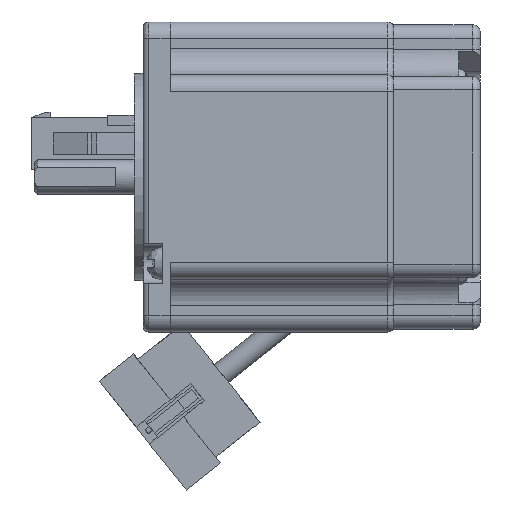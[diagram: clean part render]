
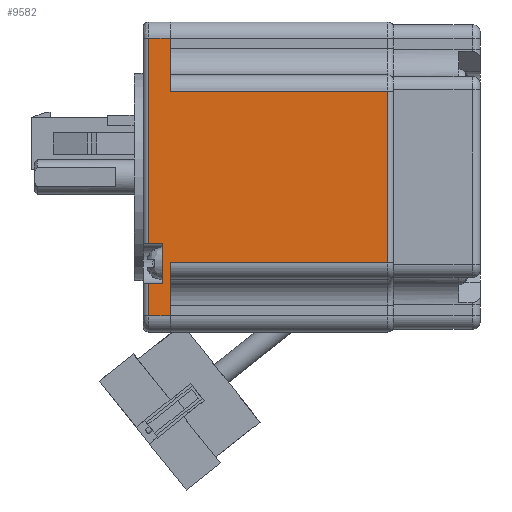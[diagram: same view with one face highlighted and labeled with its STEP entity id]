
A CAD part, front view. The second image highlights one B-rep face of the part: STEP entity #9582.
In plain terms, the highlighted face is planar.
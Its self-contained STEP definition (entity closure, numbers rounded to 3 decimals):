
#42 = CARTESIAN_POINT ( 'NONE',  ( 20.711, -21.243, 46. ) ) ;
#417 = PLANE ( 'NONE',  #20942 ) ;
#565 = VERTEX_POINT ( 'NONE', #2046 ) ;
#599 = VECTOR ( 'NONE', #4492, 1000. ) ;
#655 = LINE ( 'NONE', #21965, #599 ) ;
#816 = CARTESIAN_POINT ( 'NONE',  ( 11.811, -21.243, 0. ) ) ;
#1507 = CARTESIAN_POINT ( 'NONE',  ( 11.811, -21.243, 46. ) ) ;
#1833 = VERTEX_POINT ( 'NONE', #21409 ) ;
#1856 = LINE ( 'NONE', #17289, #12933 ) ;
#2046 = CARTESIAN_POINT ( 'NONE',  ( -23.559, -21.243, 2. ) ) ;
#2323 = EDGE_CURVE ( 'NONE', #12647, #5418, #4637, .T. ) ;
#2530 = DIRECTION ( 'NONE',  ( 0., 1., 0. ) ) ;
#2599 = VECTOR ( 'NONE', #2822, 1000. ) ;
#2655 = VECTOR ( 'NONE', #24394, 1000. ) ;
#2704 = LINE ( 'NONE', #8790, #2655 ) ;
#2753 = EDGE_CURVE ( 'NONE', #23452, #17732, #2704, .T. ) ;
#2822 = DIRECTION ( 'NONE',  ( 0., 0., 1. ) ) ;
#3218 = EDGE_CURVE ( 'NONE', #8536, #16113, #655, .T. ) ;
#3403 = ORIENTED_EDGE ( 'NONE', *, *, #5493, .T. ) ;
#3427 = EDGE_CURVE ( 'NONE', #565, #23452, #24904, .T. ) ;
#3571 = EDGE_CURVE ( 'NONE', #1833, #5418, #24212, .T. ) ;
#3692 = EDGE_CURVE ( 'NONE', #23756, #11164, #23984, .T. ) ;
#3937 = EDGE_LOOP ( 'NONE', ( #21043, #8809, #18492, #7862, #19980, #25232, #21579, #14497, #11125, #7277, #3403, #22268 ) ) ;
#4492 = DIRECTION ( 'NONE',  ( 1., 0., 0. ) ) ;
#4506 = VECTOR ( 'NONE', #11284, 1000. ) ;
#4637 = LINE ( 'NONE', #11202, #4506 ) ;
#4764 = VECTOR ( 'NONE', #13583, 1000. ) ;
#5246 = DIRECTION ( 'NONE',  ( 0., 0., 1. ) ) ;
#5418 = VERTEX_POINT ( 'NONE', #25189 ) ;
#5493 = EDGE_CURVE ( 'NONE', #16113, #1833, #13146, .T. ) ;
#5908 = DIRECTION ( 'NONE',  ( 1., 0., 0. ) ) ;
#6138 = CARTESIAN_POINT ( 'NONE',  ( 17.711, -21.243, 46. ) ) ;
#7277 = ORIENTED_EDGE ( 'NONE', *, *, #3218, .T. ) ;
#7283 = DIRECTION ( 'NONE',  ( 1., 0., 0. ) ) ;
#7710 = CARTESIAN_POINT ( 'NONE',  ( 7.981, -21.243, 2. ) ) ;
#7862 = ORIENTED_EDGE ( 'NONE', *, *, #2753, .T. ) ;
#8027 = VECTOR ( 'NONE', #22044, 1000. ) ;
#8126 = CARTESIAN_POINT ( 'NONE',  ( 17.711, -21.243, 0. ) ) ;
#8536 = VERTEX_POINT ( 'NONE', #1507 ) ;
#8790 = CARTESIAN_POINT ( 'NONE',  ( 20.711, -21.243, 42. ) ) ;
#8809 = ORIENTED_EDGE ( 'NONE', *, *, #15678, .T. ) ;
#9582 = ADVANCED_FACE ( 'NONE', ( #25172 ), #417, .T. ) ;
#9632 = CARTESIAN_POINT ( 'NONE',  ( 20.711, -21.243, 42. ) ) ;
#10394 = CARTESIAN_POINT ( 'NONE',  ( 20.711, -21.243, 2. ) ) ;
#11116 = CARTESIAN_POINT ( 'NONE',  ( 4.411, -21.243, 0. ) ) ;
#11125 = ORIENTED_EDGE ( 'NONE', *, *, #23142, .T. ) ;
#11161 = CARTESIAN_POINT ( 'NONE',  ( 11.811, -21.243, 43.5 ) ) ;
#11164 = VERTEX_POINT ( 'NONE', #20137 ) ;
#11194 = CARTESIAN_POINT ( 'NONE',  ( -23.559, -21.243, 0. ) ) ;
#11202 = CARTESIAN_POINT ( 'NONE',  ( 7.981, -21.243, 42. ) ) ;
#11284 = DIRECTION ( 'NONE',  ( 0., 0., 1. ) ) ;
#11964 = VECTOR ( 'NONE', #7283, 1000. ) ;
#12647 = VERTEX_POINT ( 'NONE', #7710 ) ;
#12870 = CARTESIAN_POINT ( 'NONE',  ( 4.411, -21.243, 43.5 ) ) ;
#12933 = VECTOR ( 'NONE', #19218, 1000. ) ;
#13146 = LINE ( 'NONE', #8126, #16278 ) ;
#13364 = LINE ( 'NONE', #816, #2599 ) ;
#13583 = DIRECTION ( 'NONE',  ( -1., 0., 0. ) ) ;
#14305 = CARTESIAN_POINT ( 'NONE',  ( 20.711, -21.243, 0. ) ) ;
#14497 = ORIENTED_EDGE ( 'NONE', *, *, #22724, .T. ) ;
#15591 = LINE ( 'NONE', #11116, #16890 ) ;
#15678 = EDGE_CURVE ( 'NONE', #12647, #565, #20439, .T. ) ;
#16113 = VERTEX_POINT ( 'NONE', #6138 ) ;
#16267 = DIRECTION ( 'NONE',  ( 0., 0., 1. ) ) ;
#16278 = VECTOR ( 'NONE', #17897, 1000. ) ;
#16668 = LINE ( 'NONE', #17057, #11964 ) ;
#16890 = VECTOR ( 'NONE', #24711, 1000. ) ;
#16997 = EDGE_CURVE ( 'NONE', #11164, #21109, #15591, .T. ) ;
#17057 = CARTESIAN_POINT ( 'NONE',  ( 20.711, -21.243, 43.5 ) ) ;
#17289 = CARTESIAN_POINT ( 'NONE',  ( -33.289, -21.243, 0. ) ) ;
#17732 = VERTEX_POINT ( 'NONE', #23660 ) ;
#17897 = DIRECTION ( 'NONE',  ( 0., 0., -1. ) ) ;
#18492 = ORIENTED_EDGE ( 'NONE', *, *, #3427, .T. ) ;
#19218 = DIRECTION ( 'NONE',  ( 0., 0., 1. ) ) ;
#19980 = ORIENTED_EDGE ( 'NONE', *, *, #21252, .T. ) ;
#20137 = CARTESIAN_POINT ( 'NONE',  ( 4.411, -21.243, 46. ) ) ;
#20439 = LINE ( 'NONE', #10394, #8027 ) ;
#20942 = AXIS2_PLACEMENT_3D ( 'NONE', #14305, #2530, #16267 ) ;
#21043 = ORIENTED_EDGE ( 'NONE', *, *, #2323, .F. ) ;
#21109 = VERTEX_POINT ( 'NONE', #12870 ) ;
#21183 = VERTEX_POINT ( 'NONE', #11161 ) ;
#21252 = EDGE_CURVE ( 'NONE', #17732, #23756, #1856, .T. ) ;
#21409 = CARTESIAN_POINT ( 'NONE',  ( 17.711, -21.243, 42. ) ) ;
#21417 = CARTESIAN_POINT ( 'NONE',  ( -23.559, -21.243, 42. ) ) ;
#21579 = ORIENTED_EDGE ( 'NONE', *, *, #16997, .T. ) ;
#21965 = CARTESIAN_POINT ( 'NONE',  ( 20.711, -21.243, 46. ) ) ;
#22044 = DIRECTION ( 'NONE',  ( -1., 0., 0. ) ) ;
#22268 = ORIENTED_EDGE ( 'NONE', *, *, #3571, .T. ) ;
#22412 = CARTESIAN_POINT ( 'NONE',  ( -33.289, -21.243, 46. ) ) ;
#22724 = EDGE_CURVE ( 'NONE', #21109, #21183, #16668, .T. ) ;
#23142 = EDGE_CURVE ( 'NONE', #21183, #8536, #13364, .T. ) ;
#23452 = VERTEX_POINT ( 'NONE', #21417 ) ;
#23660 = CARTESIAN_POINT ( 'NONE',  ( -33.289, -21.243, 42. ) ) ;
#23756 = VERTEX_POINT ( 'NONE', #22412 ) ;
#23804 = VECTOR ( 'NONE', #5908, 1000. ) ;
#23984 = LINE ( 'NONE', #42, #23804 ) ;
#24212 = LINE ( 'NONE', #9632, #4764 ) ;
#24394 = DIRECTION ( 'NONE',  ( -1., 0., 0. ) ) ;
#24711 = DIRECTION ( 'NONE',  ( 0., 0., -1. ) ) ;
#24904 = LINE ( 'NONE', #11194, #25085 ) ;
#25085 = VECTOR ( 'NONE', #5246, 1000. ) ;
#25172 = FACE_OUTER_BOUND ( 'NONE', #3937, .T. ) ;
#25189 = CARTESIAN_POINT ( 'NONE',  ( 7.981, -21.243, 42. ) ) ;
#25232 = ORIENTED_EDGE ( 'NONE', *, *, #3692, .T. ) ;
